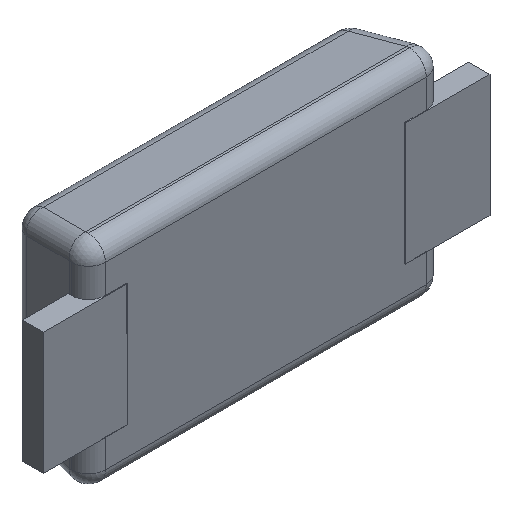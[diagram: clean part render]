
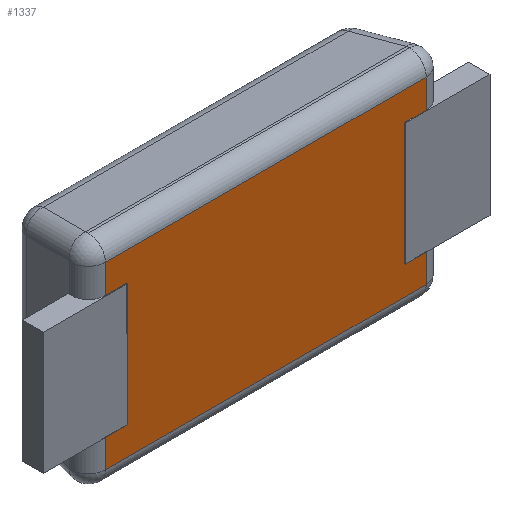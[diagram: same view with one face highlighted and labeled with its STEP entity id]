
A CAD part, isometric view. The second image highlights one B-rep face of the part: STEP entity #1337.
In plain terms, the highlighted planar face has unit normal (0, -1, 0).
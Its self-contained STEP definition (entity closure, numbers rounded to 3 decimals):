
#13 = LINE ( 'NONE', #289, #2054 ) ;
#46 = VECTOR ( 'NONE', #1438, 1000. ) ;
#48 = LINE ( 'NONE', #2148, #1595 ) ;
#57 = VERTEX_POINT ( 'NONE', #923 ) ;
#79 = DIRECTION ( 'NONE',  ( 0., 0., 1. ) ) ;
#154 = VERTEX_POINT ( 'NONE', #759 ) ;
#211 = ORIENTED_EDGE ( 'NONE', *, *, #1564, .T. ) ;
#231 = PLANE ( 'NONE',  #1076 ) ;
#255 = LINE ( 'NONE', #426, #2123 ) ;
#259 = CARTESIAN_POINT ( 'NONE',  ( -1.903, 0., 0.725 ) ) ;
#267 = ORIENTED_EDGE ( 'NONE', *, *, #2274, .T. ) ;
#268 = ORIENTED_EDGE ( 'NONE', *, *, #753, .T. ) ;
#289 = CARTESIAN_POINT ( 'NONE',  ( -1.65, 0., 0. ) ) ;
#312 = ORIENTED_EDGE ( 'NONE', *, *, #1448, .T. ) ;
#353 = CARTESIAN_POINT ( 'NONE',  ( 1.903, 0., 0. ) ) ;
#360 = LINE ( 'NONE', #353, #1894 ) ;
#426 = CARTESIAN_POINT ( 'NONE',  ( 0., 0., 0.725 ) ) ;
#435 = DIRECTION ( 'NONE',  ( 1., 0., 0. ) ) ;
#467 = LINE ( 'NONE', #1721, #2536 ) ;
#552 = CARTESIAN_POINT ( 'NONE',  ( 1.903, 0., -0.725 ) ) ;
#579 = LINE ( 'NONE', #1838, #46 ) ;
#588 = CARTESIAN_POINT ( 'NONE',  ( -1.903, 0., 1.066 ) ) ;
#601 = CARTESIAN_POINT ( 'NONE',  ( 1.903, 0., -1.066 ) ) ;
#626 = FACE_OUTER_BOUND ( 'NONE', #1404, .T. ) ;
#649 = DIRECTION ( 'NONE',  ( 1., 0., 0. ) ) ;
#679 = DIRECTION ( 'NONE',  ( 0., 0., 1. ) ) ;
#737 = DIRECTION ( 'NONE',  ( 0., 0., -1. ) ) ;
#739 = EDGE_CURVE ( 'NONE', #154, #2234, #1832, .T. ) ;
#742 = VERTEX_POINT ( 'NONE', #1131 ) ;
#753 = EDGE_CURVE ( 'NONE', #742, #1001, #1245, .T. ) ;
#759 = CARTESIAN_POINT ( 'NONE',  ( 1.65, 0., -0.725 ) ) ;
#780 = VERTEX_POINT ( 'NONE', #259 ) ;
#829 = CARTESIAN_POINT ( 'NONE',  ( 1.903, 0., 1.066 ) ) ;
#844 = CARTESIAN_POINT ( 'NONE',  ( 0., 0., -1.066 ) ) ;
#867 = VERTEX_POINT ( 'NONE', #1640 ) ;
#923 = CARTESIAN_POINT ( 'NONE',  ( -1.65, 0., -0.725 ) ) ;
#962 = ORIENTED_EDGE ( 'NONE', *, *, #2595, .T. ) ;
#998 = DIRECTION ( 'NONE',  ( 0., 0., -1. ) ) ;
#1001 = VERTEX_POINT ( 'NONE', #601 ) ;
#1041 = VECTOR ( 'NONE', #1547, 1000. ) ;
#1054 = LINE ( 'NONE', #2073, #1157 ) ;
#1074 = DIRECTION ( 'NONE',  ( -1., 0., 0. ) ) ;
#1076 = AXIS2_PLACEMENT_3D ( 'NONE', #1452, #2089, #79 ) ;
#1131 = CARTESIAN_POINT ( 'NONE',  ( -1.903, 0., -1.066 ) ) ;
#1137 = LINE ( 'NONE', #1478, #1802 ) ;
#1157 = VECTOR ( 'NONE', #1229, 1000. ) ;
#1171 = CARTESIAN_POINT ( 'NONE',  ( -1.903, 0., 0. ) ) ;
#1184 = EDGE_CURVE ( 'NONE', #1881, #1729, #1279, .T. ) ;
#1229 = DIRECTION ( 'NONE',  ( 1., 0., 0. ) ) ;
#1245 = LINE ( 'NONE', #844, #2135 ) ;
#1250 = EDGE_CURVE ( 'NONE', #780, #867, #1054, .T. ) ;
#1259 = CARTESIAN_POINT ( 'NONE',  ( 0., 0., 1.066 ) ) ;
#1279 = LINE ( 'NONE', #1259, #1788 ) ;
#1289 = CARTESIAN_POINT ( 'NONE',  ( -1.903, 0., -0.725 ) ) ;
#1291 = ORIENTED_EDGE ( 'NONE', *, *, #2400, .T. ) ;
#1337 = ADVANCED_FACE ( 'NONE', ( #626 ), #231, .F. ) ;
#1404 = EDGE_LOOP ( 'NONE', ( #1291, #312, #1578, #2463, #211, #2294, #267, #2015, #962, #2068, #2386, #268 ) ) ;
#1424 = CARTESIAN_POINT ( 'NONE',  ( 1.903, 0., 0.725 ) ) ;
#1438 = DIRECTION ( 'NONE',  ( -1., 0., 0. ) ) ;
#1448 = EDGE_CURVE ( 'NONE', #1571, #154, #467, .T. ) ;
#1452 = CARTESIAN_POINT ( 'NONE',  ( 0., 0., 0. ) ) ;
#1478 = CARTESIAN_POINT ( 'NONE',  ( 1.903, 0., 0. ) ) ;
#1547 = DIRECTION ( 'NONE',  ( 0., 0., 1. ) ) ;
#1564 = EDGE_CURVE ( 'NONE', #2066, #1881, #360, .T. ) ;
#1571 = VERTEX_POINT ( 'NONE', #552 ) ;
#1578 = ORIENTED_EDGE ( 'NONE', *, *, #739, .T. ) ;
#1595 = VECTOR ( 'NONE', #737, 1000. ) ;
#1640 = CARTESIAN_POINT ( 'NONE',  ( -1.65, 0., 0.725 ) ) ;
#1708 = DIRECTION ( 'NONE',  ( 0., 0., -1. ) ) ;
#1721 = CARTESIAN_POINT ( 'NONE',  ( 0., 0., -0.725 ) ) ;
#1729 = VERTEX_POINT ( 'NONE', #588 ) ;
#1788 = VECTOR ( 'NONE', #2265, 1000. ) ;
#1802 = VECTOR ( 'NONE', #679, 1000. ) ;
#1832 = LINE ( 'NONE', #2515, #1041 ) ;
#1838 = CARTESIAN_POINT ( 'NONE',  ( 0., 0., -0.725 ) ) ;
#1861 = EDGE_CURVE ( 'NONE', #57, #2076, #579, .T. ) ;
#1881 = VERTEX_POINT ( 'NONE', #829 ) ;
#1894 = VECTOR ( 'NONE', #2192, 1000. ) ;
#1907 = EDGE_CURVE ( 'NONE', #2234, #2066, #255, .T. ) ;
#1924 = LINE ( 'NONE', #1171, #2423 ) ;
#2015 = ORIENTED_EDGE ( 'NONE', *, *, #1250, .T. ) ;
#2048 = CARTESIAN_POINT ( 'NONE',  ( 1.65, 0., 0.725 ) ) ;
#2054 = VECTOR ( 'NONE', #1708, 1000. ) ;
#2066 = VERTEX_POINT ( 'NONE', #1424 ) ;
#2068 = ORIENTED_EDGE ( 'NONE', *, *, #1861, .T. ) ;
#2073 = CARTESIAN_POINT ( 'NONE',  ( 0., 0., 0.725 ) ) ;
#2076 = VERTEX_POINT ( 'NONE', #1289 ) ;
#2089 = DIRECTION ( 'NONE',  ( 0., 1., 0. ) ) ;
#2123 = VECTOR ( 'NONE', #435, 1000. ) ;
#2135 = VECTOR ( 'NONE', #649, 1000. ) ;
#2148 = CARTESIAN_POINT ( 'NONE',  ( -1.903, 0., 0. ) ) ;
#2160 = EDGE_CURVE ( 'NONE', #2076, #742, #48, .T. ) ;
#2192 = DIRECTION ( 'NONE',  ( 0., 0., 1. ) ) ;
#2234 = VERTEX_POINT ( 'NONE', #2048 ) ;
#2265 = DIRECTION ( 'NONE',  ( -1., 0., 0. ) ) ;
#2274 = EDGE_CURVE ( 'NONE', #1729, #780, #1924, .T. ) ;
#2294 = ORIENTED_EDGE ( 'NONE', *, *, #1184, .T. ) ;
#2386 = ORIENTED_EDGE ( 'NONE', *, *, #2160, .T. ) ;
#2400 = EDGE_CURVE ( 'NONE', #1001, #1571, #1137, .T. ) ;
#2423 = VECTOR ( 'NONE', #998, 1000. ) ;
#2463 = ORIENTED_EDGE ( 'NONE', *, *, #1907, .T. ) ;
#2515 = CARTESIAN_POINT ( 'NONE',  ( 1.65, 0., 0. ) ) ;
#2536 = VECTOR ( 'NONE', #1074, 1000. ) ;
#2595 = EDGE_CURVE ( 'NONE', #867, #57, #13, .T. ) ;
